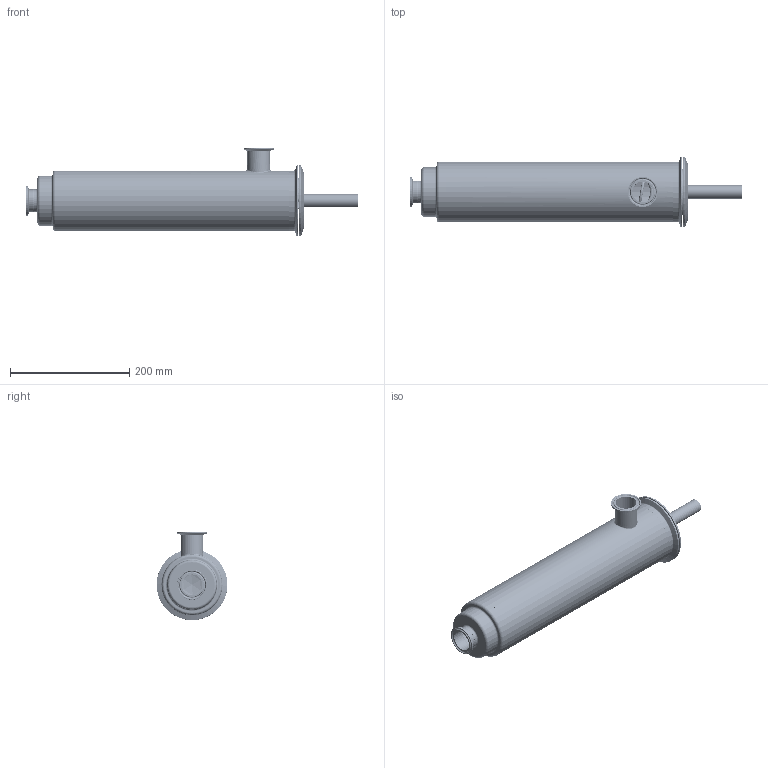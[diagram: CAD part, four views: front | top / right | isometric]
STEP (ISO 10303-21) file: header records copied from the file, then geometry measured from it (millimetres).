
FILE_DESCRIPTION(/* description */ (''),/* implementation_level */ '2;1');
FILE_NAME(/* name */ 'KEC01500.stp',/* time_stamp */ '2022-04-27T14:04:25-04:00',/* author */ ('ken'),/* organization */ (''),/* preprocessor_version */ 'ST-DEVELOPER v18.1',/* originating_system */ 'Autodesk Inventor 2020',/* authorisation */ '');
FILE_SCHEMA (('AUTOMOTIVE_DESIGN { 1 0 10303 214 3 1 1 }'));
Length unit declared in the file: inch
Products named in the file (15): KEC01500; KEI01520; KES01500; AAQ01500; AAQ04000; KEI01521; ABG01500; ken00010; KEQ00030; KEP00030 COMPRESSED; KEM00010; KEQ00010; END CAP HANDLE; ABD04056; ABD04000
Assembly tree (14 placements, depth 4):
  KEC01500
    KEI01520
      KES01500
      AAQ01500
      AAQ04000
      KEI01521
      ABG01500
    ken00010
    KEQ00030
    KEP00030 COMPRESSED
    KEM00010
    KEQ00010
      END CAP HANDLE
      ABD04056
        ABD04000
Bounding box: 557.21 x 118.92 x 148.36 mm (x, y, z)
Volume: 549607.3 mm3; surface area: 493551 mm2
Topology: 11 solids, 11 shells, 1048 faces, 5127 edges, 4054 vertices
Faces by surface type: cylinder 935, torus 46, plane 40, cone 18, bspline 7, sphere 2
Full cylindrical faces by diameter (mm): 6.35 x900, 22.225 x2, 34.798 x4, 38.1 x4, 50.394 x2, 72.39 x1, 76.2 x1, 80.01 x1, 83.312 x1, 97.231 x1, 97.384 x2, 101.6 x3, 118.923 x2
Entity records: 112530 total; most frequent: CARTESIAN_POINT 73439, ORIENTED_EDGE 10246, EDGE_CURVE 5123, VERTEX_POINT 4047, DIRECTION 3884, B_SPLINE_CURVE_WITH_KNOTS 3732, EDGE_LOOP 2814, FACE_BOUND 1766
